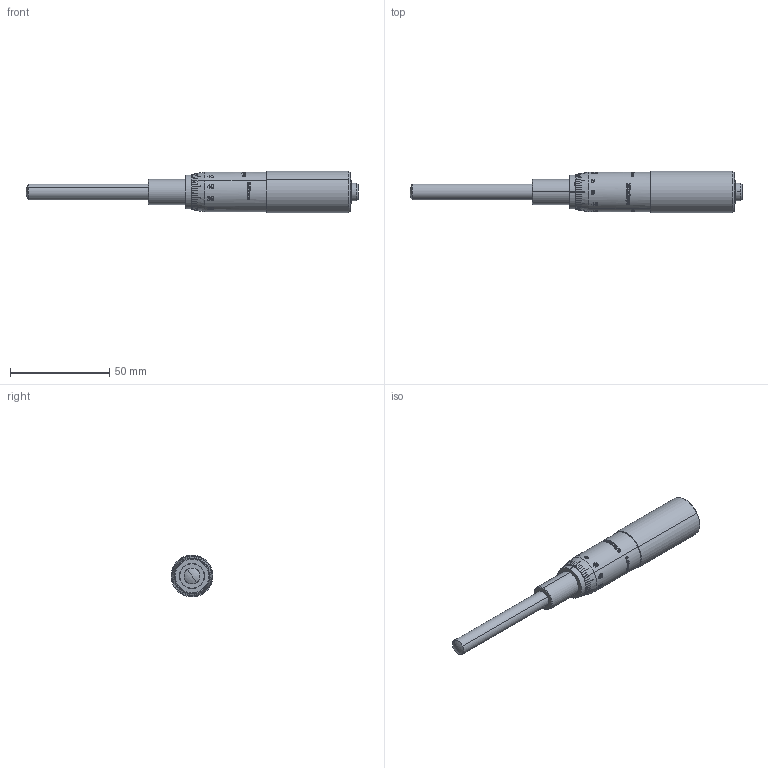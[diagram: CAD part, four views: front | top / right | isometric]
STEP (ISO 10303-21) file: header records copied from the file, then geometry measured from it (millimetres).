
FILE_DESCRIPTION (( 'STEP AP214' ), '1' );
FILE_NAME ('TTN017745-E0W.STEP', '2014-02-06T20:30:38', ( 'Admin' ), ( '' ), 'SwSTEP 2.0', 'SolidWorks 2012', '' );
FILE_SCHEMA (( 'AUTOMOTIVE_DESIGN' ));
Length unit declared in the file: inch
Products named in the file (1): TTN017745-E0W
Bounding box: 167.23 x 20.95 x 20.95 mm (x, y, z)
Volume: 31647.9 mm3; surface area: 20181.3 mm2
Topology: 3 solids, 3 shells, 1820 faces, 4680 edges, 3113 vertices
Faces by surface type: plane 985, bspline 534, cylinder 233, cone 66, sphere 2
Entity records: 131660 total; most frequent: CARTESIAN_POINT 68301, ORIENTED_EDGE 9360, DIRECTION 6094, EDGE_CURVE 4680, VERTEX_POINT 3113, AXIS2_PLACEMENT_3D 2174, EDGE_LOOP 2069, B_SPLINE_CURVE_WITH_KNOTS 2047
